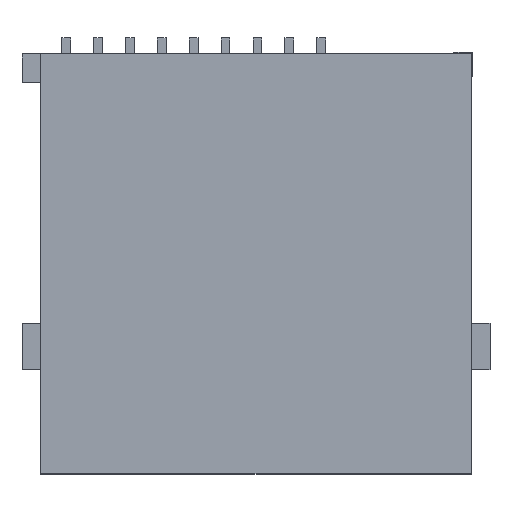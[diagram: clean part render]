
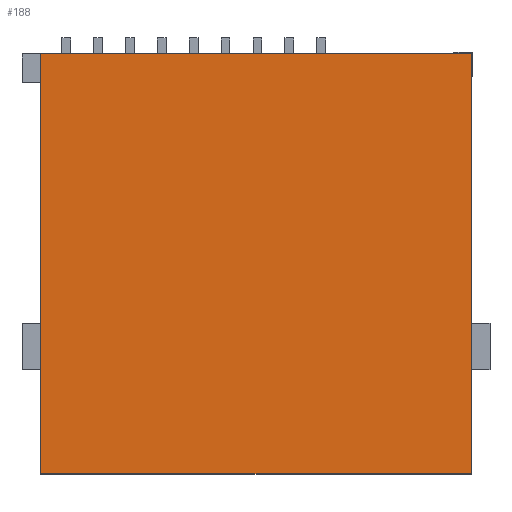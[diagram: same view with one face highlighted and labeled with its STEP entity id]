
A CAD part, top view. The second image highlights one B-rep face of the part: STEP entity #188.
In plain terms, the highlighted planar face has unit normal (0, 0, 1).
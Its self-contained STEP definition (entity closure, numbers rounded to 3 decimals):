
#180=AXIS2_PLACEMENT_3D('Plane Axis2P3D',#177,#178,#179) ;
#52=CARTESIAN_POINT('Vertex',(0.,0.,2.)) ;
#66=CARTESIAN_POINT('Vertex',(0.,-14.5,2.)) ;
#69=CARTESIAN_POINT('Line Origine',(0.,-7.25,2.)) ;
#97=CARTESIAN_POINT('Vertex',(14.85,-14.5,2.)) ;
#100=CARTESIAN_POINT('Line Origine',(7.425,-14.5,2.)) ;
#128=CARTESIAN_POINT('Vertex',(14.85,0.,2.)) ;
#131=CARTESIAN_POINT('Line Origine',(14.85,-7.25,2.)) ;
#153=CARTESIAN_POINT('Line Origine',(7.425,0.,2.)) ;
#177=CARTESIAN_POINT('Axis2P3D Location',(0.,0.,2.)) ;
#70=DIRECTION('Vector Direction',(0.,-1.,0.)) ;
#101=DIRECTION('Vector Direction',(-1.,0.,0.)) ;
#132=DIRECTION('Vector Direction',(0.,1.,0.)) ;
#154=DIRECTION('Vector Direction',(1.,0.,0.)) ;
#178=DIRECTION('Axis2P3D Direction',(0.,0.,1.)) ;
#179=DIRECTION('Axis2P3D XDirection',(1.,0.,0.)) ;
#71=VECTOR('Line Direction',#70,1.) ;
#102=VECTOR('Line Direction',#101,1.) ;
#133=VECTOR('Line Direction',#132,1.) ;
#155=VECTOR('Line Direction',#154,1.) ;
#183=ORIENTED_EDGE('',*,*,#73,.T.) ;
#184=ORIENTED_EDGE('',*,*,#104,.T.) ;
#185=ORIENTED_EDGE('',*,*,#135,.T.) ;
#186=ORIENTED_EDGE('',*,*,#157,.T.) ;
#188=ADVANCED_FACE('Corps principal',(#187),#181,.T.) ;
#73=EDGE_CURVE('',#53,#67,#72,.T.) ;
#104=EDGE_CURVE('',#67,#98,#103,.F.) ;
#135=EDGE_CURVE('',#98,#129,#134,.T.) ;
#157=EDGE_CURVE('',#129,#53,#156,.F.) ;
#182=EDGE_LOOP('',(#183,#184,#185,#186)) ;
#187=FACE_OUTER_BOUND('',#182,.T.) ;
#72=LINE('Line',#69,#71) ;
#103=LINE('Line',#100,#102) ;
#134=LINE('Line',#131,#133) ;
#156=LINE('Line',#153,#155) ;
#181=PLANE('Plane',#180) ;
#53=VERTEX_POINT('',#52) ;
#67=VERTEX_POINT('',#66) ;
#98=VERTEX_POINT('',#97) ;
#129=VERTEX_POINT('',#128) ;
